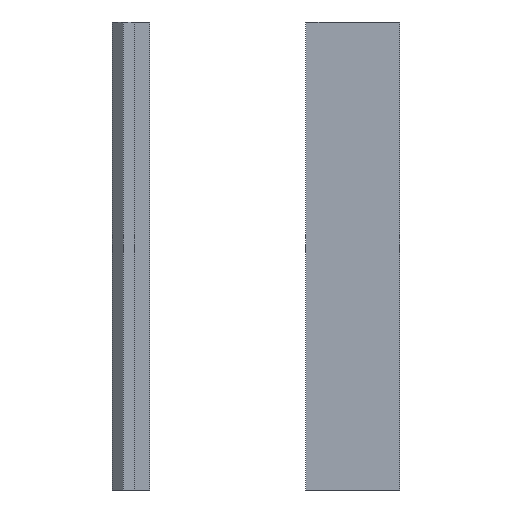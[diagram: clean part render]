
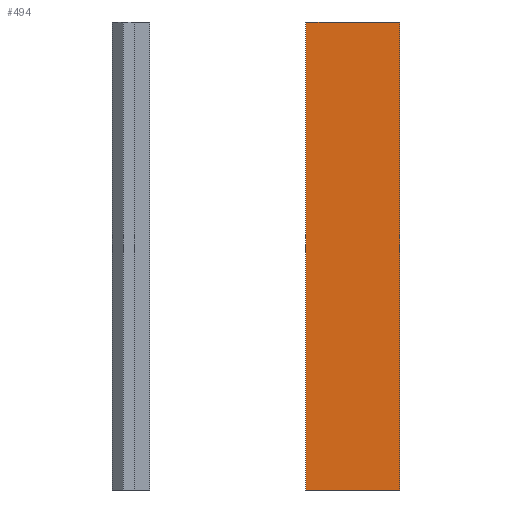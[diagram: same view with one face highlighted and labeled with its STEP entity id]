
A CAD part, front view. The second image highlights one B-rep face of the part: STEP entity #494.
In plain terms, the highlighted planar face has unit normal (0, -1, 0).
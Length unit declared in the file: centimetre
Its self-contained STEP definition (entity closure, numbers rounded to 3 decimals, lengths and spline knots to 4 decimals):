
#42=FACE_OUTER_BOUND('',#68,.T.);
#68=EDGE_LOOP('',(#439,#440,#441,#442));
#97=LINE('',#718,#163);
#103=LINE('',#730,#169);
#123=LINE('',#770,#189);
#134=LINE('',#791,#200);
#163=VECTOR('',#590,1.);
#169=VECTOR('',#600,1.);
#189=VECTOR('',#630,1.);
#200=VECTOR('',#653,1.);
#219=VERTEX_POINT('',#714);
#221=VERTEX_POINT('',#717);
#225=VERTEX_POINT('',#729);
#240=VERTEX_POINT('',#769);
#273=EDGE_CURVE('',#221,#219,#97,.T.);
#279=EDGE_CURVE('',#225,#221,#103,.T.);
#299=EDGE_CURVE('',#240,#225,#123,.T.);
#310=EDGE_CURVE('',#219,#240,#134,.T.);
#439=ORIENTED_EDGE('',*,*,#273,.T.);
#440=ORIENTED_EDGE('',*,*,#310,.T.);
#441=ORIENTED_EDGE('',*,*,#299,.T.);
#442=ORIENTED_EDGE('',*,*,#279,.T.);
#468=PLANE('',#535);
#494=ADVANCED_FACE('',(#42),#468,.T.);
#535=AXIS2_PLACEMENT_3D('',#792,#654,#655);
#590=DIRECTION('',(0.,0.,-1.));
#600=DIRECTION('',(-1.,0.,0.));
#630=DIRECTION('',(0.,0.,1.));
#653=DIRECTION('',(1.,0.,0.));
#654=DIRECTION('center_axis',(0.,-1.,0.));
#655=DIRECTION('ref_axis',(1.,0.,0.));
#714=CARTESIAN_POINT('',(50.,5.,0.));
#717=CARTESIAN_POINT('',(50.,5.,15.));
#718=CARTESIAN_POINT('',(50.,5.,16.125));
#729=CARTESIAN_POINT('',(53.,5.,15.));
#730=CARTESIAN_POINT('',(51.5,5.,15.));
#769=CARTESIAN_POINT('',(53.,5.,0.));
#770=CARTESIAN_POINT('',(53.,5.,0.25));
#791=CARTESIAN_POINT('',(8.,5.,0.));
#792=CARTESIAN_POINT('Origin',(5.,5.,15.25));
